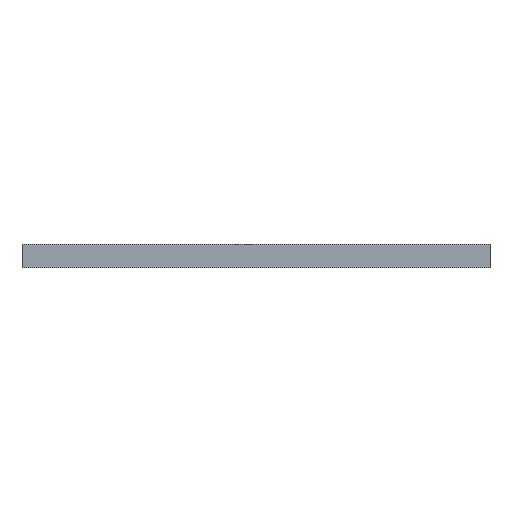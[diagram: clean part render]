
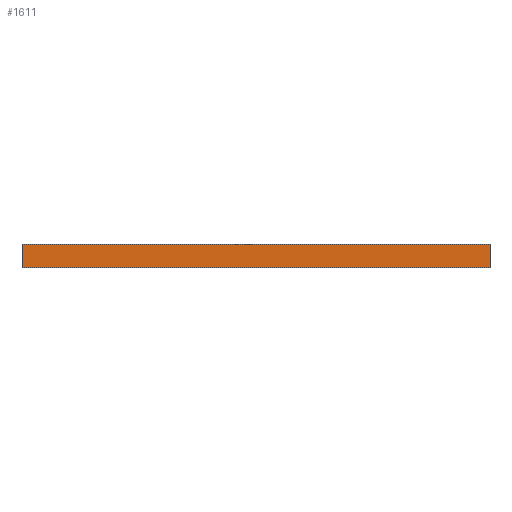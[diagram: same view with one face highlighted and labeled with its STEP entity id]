
A CAD part, front view. The second image highlights one B-rep face of the part: STEP entity #1611.
In plain terms, the highlighted planar face has unit normal (0, -1, 0).
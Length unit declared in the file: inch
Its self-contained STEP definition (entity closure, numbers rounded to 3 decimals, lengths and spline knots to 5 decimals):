
#331 = FACE_OUTER_BOUND ( 'NONE', #1779, .T. ) ;
#478 = EDGE_CURVE ( 'NONE', #1710, #2156, #2126, .T. ) ;
#552 = VECTOR ( 'NONE', #706, 39.37008 ) ;
#617 = LINE ( 'NONE', #1107, #2375 ) ;
#646 = DIRECTION ( 'NONE',  ( 1., 0., 0. ) ) ;
#702 = ORIENTED_EDGE ( 'NONE', *, *, #478, .F. ) ;
#706 = DIRECTION ( 'NONE',  ( 1., 0., 0. ) ) ;
#908 = VECTOR ( 'NONE', #2399, 39.37008 ) ;
#912 = VERTEX_POINT ( 'NONE', #1675 ) ;
#1107 = CARTESIAN_POINT ( 'NONE',  ( 0.59055, -0.59055, 0. ) ) ;
#1136 = EDGE_CURVE ( 'NONE', #912, #2156, #617, .T. ) ;
#1167 = DIRECTION ( 'NONE',  ( 0., -1., 0. ) ) ;
#1266 = CARTESIAN_POINT ( 'NONE',  ( -0.59055, -0.59055, -0.03937 ) ) ;
#1273 = CARTESIAN_POINT ( 'NONE',  ( 0.59055, -0.59055, 0.01969 ) ) ;
#1362 = PLANE ( 'NONE',  #2090 ) ;
#1383 = VECTOR ( 'NONE', #646, 39.37008 ) ;
#1465 = CARTESIAN_POINT ( 'NONE',  ( -0.59055, -0.59055, 0.01969 ) ) ;
#1479 = ORIENTED_EDGE ( 'NONE', *, *, #2494, .T. ) ;
#1588 = CARTESIAN_POINT ( 'NONE',  ( -0.59055, -0.59055, 0.01969 ) ) ;
#1611 = ADVANCED_FACE ( 'NONE', ( #331 ), #1362, .T. ) ;
#1615 = CARTESIAN_POINT ( 'NONE',  ( -0.59055, -0.59055, 0. ) ) ;
#1630 = CARTESIAN_POINT ( 'NONE',  ( -0.59055, -0.59055, -0.03937 ) ) ;
#1658 = ORIENTED_EDGE ( 'NONE', *, *, #1718, .F. ) ;
#1675 = CARTESIAN_POINT ( 'NONE',  ( 0.59055, -0.59055, -0.03937 ) ) ;
#1710 = VERTEX_POINT ( 'NONE', #1588 ) ;
#1718 = EDGE_CURVE ( 'NONE', #2147, #1710, #2381, .T. ) ;
#1779 = EDGE_LOOP ( 'NONE', ( #1658, #1479, #2017, #702 ) ) ;
#2017 = ORIENTED_EDGE ( 'NONE', *, *, #1136, .T. ) ;
#2090 = AXIS2_PLACEMENT_3D ( 'NONE', #2345, #1167, #2364 ) ;
#2126 = LINE ( 'NONE', #1465, #552 ) ;
#2147 = VERTEX_POINT ( 'NONE', #1266 ) ;
#2156 = VERTEX_POINT ( 'NONE', #1273 ) ;
#2345 = CARTESIAN_POINT ( 'NONE',  ( -0.59055, -0.59055, 0. ) ) ;
#2364 = DIRECTION ( 'NONE',  ( 1., 0., 0. ) ) ;
#2375 = VECTOR ( 'NONE', #2490, 39.37008 ) ;
#2381 = LINE ( 'NONE', #1615, #908 ) ;
#2399 = DIRECTION ( 'NONE',  ( 0., 0., 1. ) ) ;
#2462 = LINE ( 'NONE', #1630, #1383 ) ;
#2490 = DIRECTION ( 'NONE',  ( 0., 0., 1. ) ) ;
#2494 = EDGE_CURVE ( 'NONE', #2147, #912, #2462, .T. ) ;
